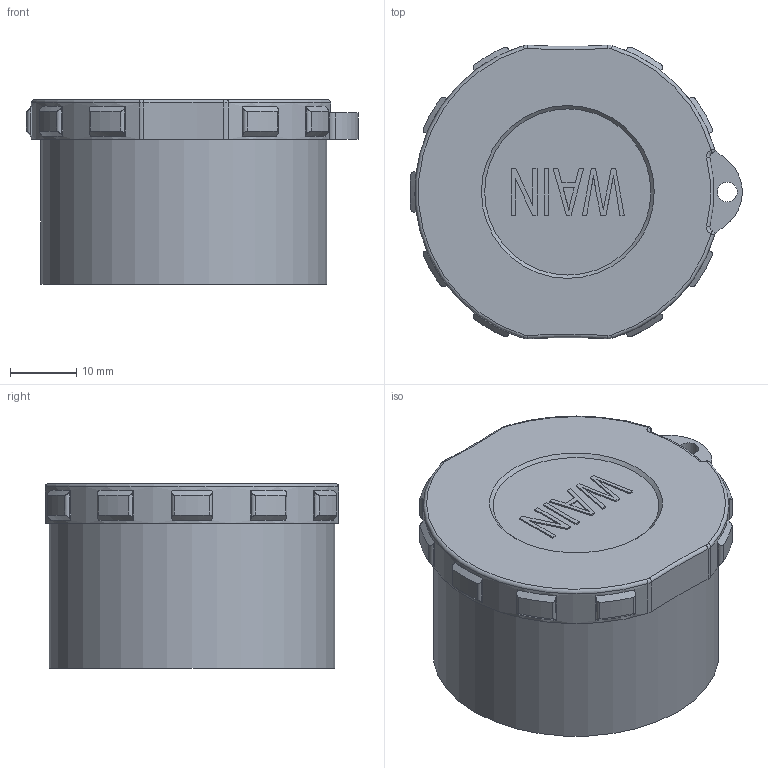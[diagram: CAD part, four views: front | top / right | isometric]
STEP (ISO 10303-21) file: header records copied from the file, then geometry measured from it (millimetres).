
FILE_DESCRIPTION(/* description */ (''),/* implementation_level */ '2;1');
FILE_NAME(/* name */ '1700000019502_02-M40-CV-F1_塑料件_公插黑色防尘盖.stp',/* time_stamp */ '2024-03-22T09:23:31+08:00',/* author */ (''),/* organization */ (''),/* preprocessor_version */ 'ST-DEVELOPER v18.1',/* originating_system */ 'SIEMENS PLM Software NX 1980',/* authorisation */ '');
FILE_SCHEMA (('AUTOMOTIVE_DESIGN { 1 0 10303 214 3 1 1 1 }'));
Length unit declared in the file: millimetre
Products named in the file (1): 1700000019502_02-M40-CV-F1_塑料件_公插黑色防尘盖
Bounding box: 49.95 x 44.17 x 27.8 mm (x, y, z)
Volume: 10243.7 mm3; surface area: 10241.4 mm2
Topology: 1 solids, 1 shells, 202 faces, 519 edges, 339 vertices
Faces by surface type: plane 98, cylinder 46, cone 23, extrusion 21, torus 12, sphere 2
Full cylindrical faces by diameter (mm): 3 x1, 43 x1
Entity records: 6806 total; most frequent: CARTESIAN_POINT 2233, ORIENTED_EDGE 1016, DIRECTION 780, EDGE_CURVE 508, VERTEX_POINT 337, AXIS2_PLACEMENT_3D 275, EDGE_LOOP 233, VECTOR 230
